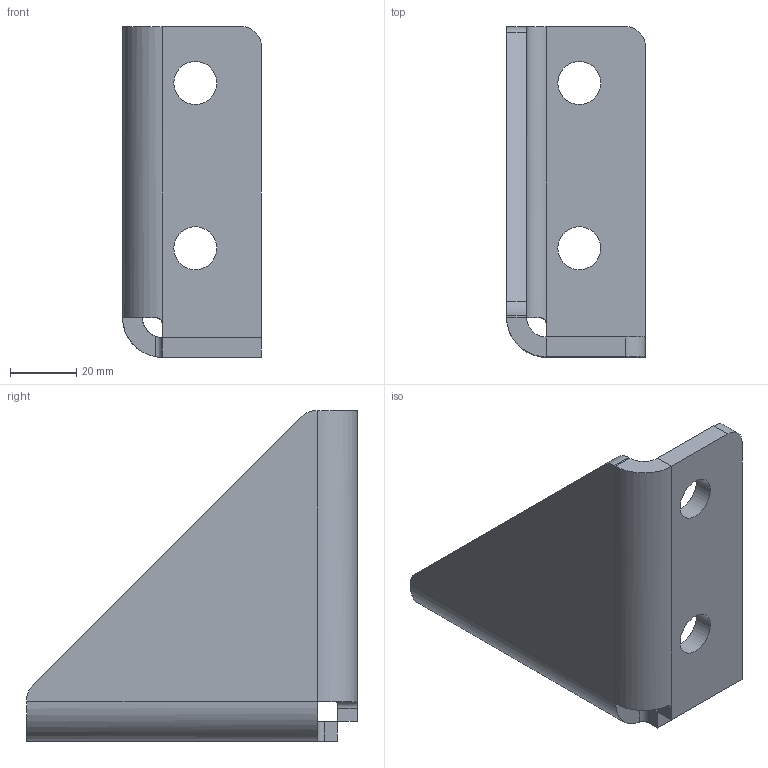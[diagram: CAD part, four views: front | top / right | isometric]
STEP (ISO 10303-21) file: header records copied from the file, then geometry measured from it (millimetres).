
FILE_DESCRIPTION(/* description */ (''),/* implementation_level */ '2;1');
FILE_NAME(/* name */ 'USGS4-6 .ipt.stp',/* time_stamp */ '2023-05-17T09:46:47+03:00',/* author */ ('Данилков'),/* organization */ (''),/* preprocessor_version */ 'ST-DEVELOPER v19.2',/* originating_system */ 'Autodesk Inventor 2023',/* authorisation */ '');
FILE_SCHEMA (('AUTOMOTIVE_DESIGN { 1 0 10303 214 3 1 1 }'));
Length unit declared in the file: millimetre
Products named in the file (1): USGS4 вар2
Bounding box: 42 x 100 x 100 mm (x, y, z)
Volume: 70280.6 mm3; surface area: 27379.3 mm2
Topology: 1 solids, 1 shells, 35 faces, 83 edges, 48 vertices
Faces by surface type: plane 21, cylinder 14
Full cylindrical faces by diameter (mm): 13 x4
Entity records: 1076 total; most frequent: CARTESIAN_POINT 203, DIRECTION 175, ORIENTED_EDGE 166, EDGE_CURVE 83, AXIS2_PLACEMENT_3D 60, LINE 55, VECTOR 55, VERTEX_POINT 48
